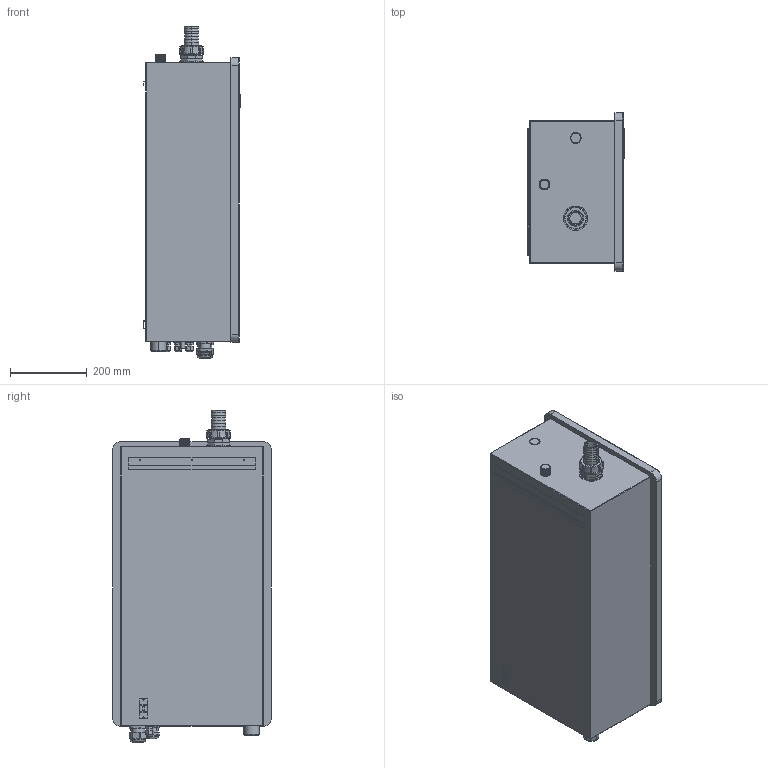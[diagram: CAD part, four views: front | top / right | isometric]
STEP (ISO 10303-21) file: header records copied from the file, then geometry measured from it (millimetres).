
FILE_DESCRIPTION((''),'2;1');
FILE_NAME('INGOMBRI_ZEPHIR_SMALL','2023-07-13T',('mcortina'),(''),'CREO PARAMETRIC BY PTC INC, 2016050','CREO PARAMETRIC BY PTC INC, 2016050','');
FILE_SCHEMA(('AUTOMOTIVE_DESIGN { 1 0 10303 214 1 1 1 1 }'));
Length unit declared in the file: millimetre
Products named in the file (1): INGOMBRI_ZEPHIR_SMALL
Bounding box: 252 x 412.4 x 864.3 mm (x, y, z)
Volume: 66395051.3 mm3; surface area: 1225072.2 mm2
Topology: 1 solids, 17 shells, 775 faces, 1868 edges, 1183 vertices
Faces by surface type: plane 370, cylinder 282, cone 56, torus 38, sphere 16, bspline 9, extrusion 4
Entity records: 25924 total; most frequent: CARTESIAN_POINT 7553, DIRECTION 3912, ORIENTED_EDGE 3712, EDGE_CURVE 1856, AXIS2_PLACEMENT_3D 1463, VERTEX_POINT 1183, VECTOR 986, LINE 982
